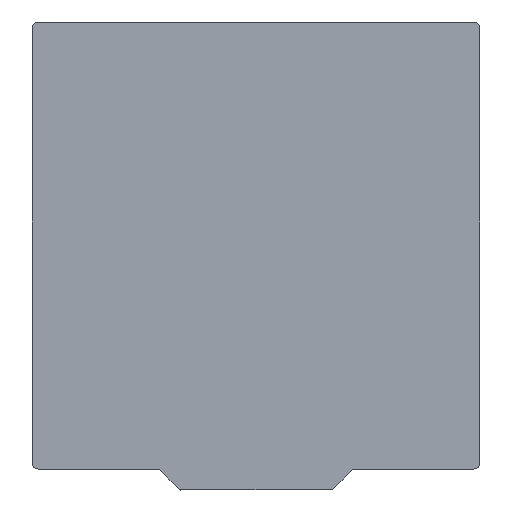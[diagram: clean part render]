
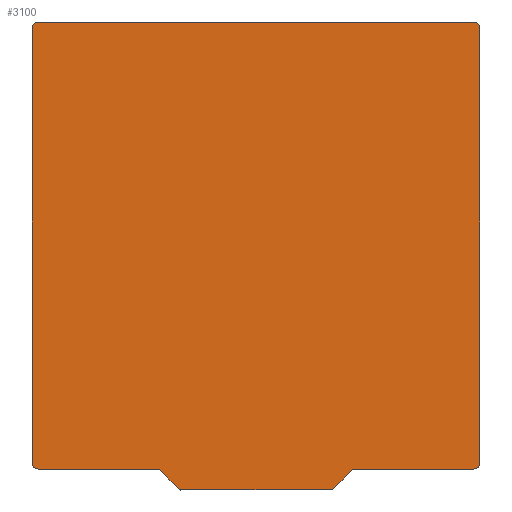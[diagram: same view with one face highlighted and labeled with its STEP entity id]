
A CAD part, top view. The second image highlights one B-rep face of the part: STEP entity #3100.
In plain terms, the highlighted face is planar.
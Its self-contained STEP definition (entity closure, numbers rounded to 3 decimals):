
#236=CIRCLE('',#3373,1.);
#238=CIRCLE('',#3377,1.);
#239=CIRCLE('',#3378,3.);
#240=CIRCLE('',#3379,3.);
#241=CIRCLE('',#3380,3.);
#242=CIRCLE('',#3381,3.);
#243=CIRCLE('',#3382,1.);
#244=CIRCLE('',#3383,1.);
#397=FACE_OUTER_BOUND('',#621,.T.);
#621=EDGE_LOOP('',(#2759,#2760,#2761,#2762,#2763,#2764,#2765,#2766,#2767,
#2768,#2769,#2770,#2771,#2772,#2773,#2774));
#936=LINE('',#5046,#1265);
#939=LINE('',#5052,#1268);
#940=LINE('',#5056,#1269);
#941=LINE('',#5060,#1270);
#942=LINE('',#5064,#1271);
#943=LINE('',#5068,#1272);
#944=LINE('',#5072,#1273);
#945=LINE('',#5076,#1274);
#1265=VECTOR('',#4165,10.);
#1268=VECTOR('',#4170,10.);
#1269=VECTOR('',#4173,10.);
#1270=VECTOR('',#4176,10.);
#1271=VECTOR('',#4179,10.);
#1272=VECTOR('',#4182,10.);
#1273=VECTOR('',#4185,10.);
#1274=VECTOR('',#4188,10.);
#1549=VERTEX_POINT('',#5036);
#1550=VERTEX_POINT('',#5037);
#1553=VERTEX_POINT('',#5045);
#1555=VERTEX_POINT('',#5051);
#1556=VERTEX_POINT('',#5053);
#1557=VERTEX_POINT('',#5055);
#1558=VERTEX_POINT('',#5057);
#1559=VERTEX_POINT('',#5059);
#1560=VERTEX_POINT('',#5061);
#1561=VERTEX_POINT('',#5063);
#1562=VERTEX_POINT('',#5065);
#1563=VERTEX_POINT('',#5067);
#1564=VERTEX_POINT('',#5069);
#1565=VERTEX_POINT('',#5071);
#1566=VERTEX_POINT('',#5073);
#1567=VERTEX_POINT('',#5075);
#1955=EDGE_CURVE('',#1549,#1550,#236,.T.);
#1959=EDGE_CURVE('',#1553,#1550,#936,.T.);
#1962=EDGE_CURVE('',#1555,#1549,#939,.T.);
#1963=EDGE_CURVE('',#1556,#1555,#238,.T.);
#1964=EDGE_CURVE('',#1556,#1557,#940,.T.);
#1965=EDGE_CURVE('',#1557,#1558,#239,.T.);
#1966=EDGE_CURVE('',#1558,#1559,#941,.T.);
#1967=EDGE_CURVE('',#1559,#1560,#240,.T.);
#1968=EDGE_CURVE('',#1560,#1561,#942,.T.);
#1969=EDGE_CURVE('',#1561,#1562,#241,.T.);
#1970=EDGE_CURVE('',#1562,#1563,#943,.T.);
#1971=EDGE_CURVE('',#1563,#1564,#242,.T.);
#1972=EDGE_CURVE('',#1564,#1565,#944,.T.);
#1973=EDGE_CURVE('',#1566,#1565,#243,.T.);
#1974=EDGE_CURVE('',#1567,#1566,#945,.T.);
#1975=EDGE_CURVE('',#1553,#1567,#244,.T.);
#2759=ORIENTED_EDGE('',*,*,#1955,.F.);
#2760=ORIENTED_EDGE('',*,*,#1962,.F.);
#2761=ORIENTED_EDGE('',*,*,#1963,.F.);
#2762=ORIENTED_EDGE('',*,*,#1964,.T.);
#2763=ORIENTED_EDGE('',*,*,#1965,.T.);
#2764=ORIENTED_EDGE('',*,*,#1966,.T.);
#2765=ORIENTED_EDGE('',*,*,#1967,.T.);
#2766=ORIENTED_EDGE('',*,*,#1968,.T.);
#2767=ORIENTED_EDGE('',*,*,#1969,.T.);
#2768=ORIENTED_EDGE('',*,*,#1970,.T.);
#2769=ORIENTED_EDGE('',*,*,#1971,.T.);
#2770=ORIENTED_EDGE('',*,*,#1972,.T.);
#2771=ORIENTED_EDGE('',*,*,#1973,.F.);
#2772=ORIENTED_EDGE('',*,*,#1974,.F.);
#2773=ORIENTED_EDGE('',*,*,#1975,.F.);
#2774=ORIENTED_EDGE('',*,*,#1959,.T.);
#2946=PLANE('',#3376);
#3100=ADVANCED_FACE('',(#397),#2946,.T.);
#3373=AXIS2_PLACEMENT_3D('',#5038,#4157,#4158);
#3376=AXIS2_PLACEMENT_3D('',#5050,#4168,#4169);
#3377=AXIS2_PLACEMENT_3D('',#5054,#4171,#4172);
#3378=AXIS2_PLACEMENT_3D('',#5058,#4174,#4175);
#3379=AXIS2_PLACEMENT_3D('',#5062,#4177,#4178);
#3380=AXIS2_PLACEMENT_3D('',#5066,#4180,#4181);
#3381=AXIS2_PLACEMENT_3D('',#5070,#4183,#4184);
#3382=AXIS2_PLACEMENT_3D('',#5074,#4186,#4187);
#3383=AXIS2_PLACEMENT_3D('',#5077,#4189,#4190);
#4157=DIRECTION('center_axis',(0.,-1.,0.));
#4158=DIRECTION('ref_axis',(0.383,0.,0.924));
#4165=DIRECTION('',(1.,0.,0.));
#4168=DIRECTION('center_axis',(0.,1.,0.));
#4169=DIRECTION('ref_axis',(-1.,0.,0.));
#4170=DIRECTION('',(-0.707,0.,0.707));
#4171=DIRECTION('center_axis',(0.,1.,0.));
#4172=DIRECTION('ref_axis',(-0.383,0.,-0.924));
#4173=DIRECTION('',(1.,0.,0.));
#4174=DIRECTION('center_axis',(0.,1.,0.));
#4175=DIRECTION('ref_axis',(0.,0.,
1.));
#4176=DIRECTION('',(0.,0.,-1.));
#4177=DIRECTION('center_axis',(0.,1.,0.));
#4178=DIRECTION('ref_axis',(1.,0.,0.));
#4179=DIRECTION('',(-1.,0.,0.));
#4180=DIRECTION('center_axis',(0.,1.,0.));
#4181=DIRECTION('ref_axis',(0.,0.,-1.));
#4182=DIRECTION('',(0.,0.,1.));
#4183=DIRECTION('center_axis',(0.,1.,0.));
#4184=DIRECTION('ref_axis',(-1.,0.,0.));
#4185=DIRECTION('',(1.,0.,0.));
#4186=DIRECTION('center_axis',(0.,1.,0.));
#4187=DIRECTION('ref_axis',(0.383,0.,-0.924));
#4188=DIRECTION('',(-0.707,0.,-0.707));
#4189=DIRECTION('center_axis',(0.,-1.,0.));
#4190=DIRECTION('ref_axis',(-0.383,0.,0.924));
#5036=CARTESIAN_POINT('',(-339.476,-92.618,698.089));
#5037=CARTESIAN_POINT('',(-340.183,-92.618,698.381));
#5038=CARTESIAN_POINT('Origin',(-340.183,-92.618,697.381));
#5045=CARTESIAN_POINT('',(-419.355,-92.618,698.381));
#5046=CARTESIAN_POINT('',(-419.769,-92.618,698.381));
#5050=CARTESIAN_POINT('Origin',(-379.769,-92.618,575.381));
#5051=CARTESIAN_POINT('',(-329.062,-92.618,687.674));
#5052=CARTESIAN_POINT('',(-316.269,-92.618,674.881));
#5053=CARTESIAN_POINT('',(-328.355,-92.618,687.381));
#5054=CARTESIAN_POINT('Origin',(-328.355,-92.618,688.381));
#5055=CARTESIAN_POINT('',(-265.269,-92.618,687.381));
#5056=CARTESIAN_POINT('',(-497.269,-92.618,687.381));
#5057=CARTESIAN_POINT('',(-262.269,-92.618,684.381));
#5058=CARTESIAN_POINT('Origin',(-265.269,-92.618,684.381));
#5059=CARTESIAN_POINT('',(-262.269,-92.618,455.381));
#5060=CARTESIAN_POINT('',(-262.269,-92.618,687.381));
#5061=CARTESIAN_POINT('',(-265.269,-92.618,452.381));
#5062=CARTESIAN_POINT('Origin',(-265.269,-92.618,455.381));
#5063=CARTESIAN_POINT('',(-494.269,-92.618,452.381));
#5064=CARTESIAN_POINT('',(-262.269,-92.618,452.381));
#5065=CARTESIAN_POINT('',(-497.269,-92.618,455.381));
#5066=CARTESIAN_POINT('Origin',(-494.269,-92.618,455.381));
#5067=CARTESIAN_POINT('',(-497.269,-92.618,684.381));
#5068=CARTESIAN_POINT('',(-497.269,-92.618,452.381));
#5069=CARTESIAN_POINT('',(-494.269,-92.618,687.381));
#5070=CARTESIAN_POINT('Origin',(-494.269,-92.618,684.381));
#5071=CARTESIAN_POINT('',(-431.183,-92.618,687.381));
#5072=CARTESIAN_POINT('',(-497.269,-92.618,687.381));
#5073=CARTESIAN_POINT('',(-430.476,-92.618,687.674));
#5074=CARTESIAN_POINT('Origin',(-431.183,-92.618,688.381));
#5075=CARTESIAN_POINT('',(-420.062,-92.618,698.089));
#5076=CARTESIAN_POINT('',(-443.269,-92.618,674.881));
#5077=CARTESIAN_POINT('Origin',(-419.355,-92.618,697.381));
